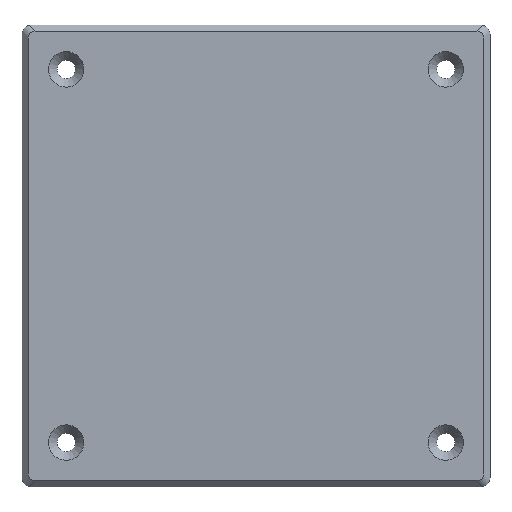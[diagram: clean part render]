
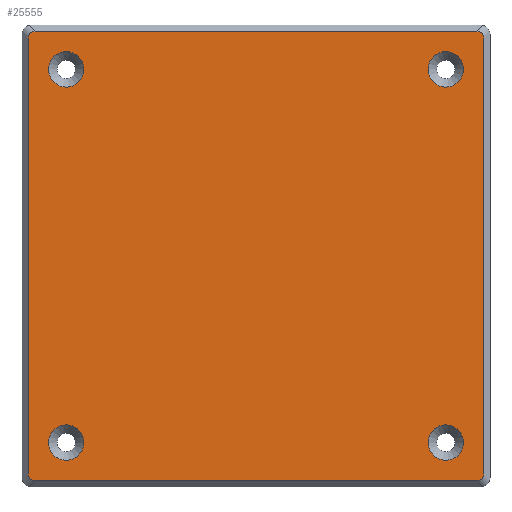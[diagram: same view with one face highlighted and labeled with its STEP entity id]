
A CAD part, top view. The second image highlights one B-rep face of the part: STEP entity #25555.
In plain terms, the highlighted planar face has unit normal (0, 0, 1).
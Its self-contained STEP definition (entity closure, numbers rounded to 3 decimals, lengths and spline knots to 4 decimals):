
#654=FACE_BOUND('',#4196,.T.);
#655=FACE_BOUND('',#4197,.T.);
#656=FACE_BOUND('',#4198,.T.);
#657=FACE_BOUND('',#4199,.T.);
#1813=ELLIPSE('',#27120,0.1624,0.0938);
#1814=ELLIPSE('',#27132,0.1624,0.0938);
#1821=ELLIPSE('',#27143,0.1624,0.0938);
#1822=ELLIPSE('',#27146,0.1624,0.0938);
#1853=PLANE('',#27155);
#2679=FACE_OUTER_BOUND('',#4195,.T.);
#4195=EDGE_LOOP('',(#18950,#18951,#18952,#18953,#18954,#18955,#18956,#18957));
#4196=EDGE_LOOP('',(#18958,#18959));
#4197=EDGE_LOOP('',(#18960,#18961));
#4198=EDGE_LOOP('',(#18962,#18963));
#4199=EDGE_LOOP('',(#18964,#18965));
#6257=LINE('',#36502,#8867);
#6266=LINE('',#36536,#8876);
#6268=LINE('',#36540,#8878);
#6269=LINE('',#36542,#8879);
#8867=VECTOR('',#29100,0.3937);
#8876=VECTOR('',#29137,0.3937);
#8878=VECTOR('',#29143,0.3937);
#8879=VECTOR('',#29146,0.3937);
#10948=CIRCLE('',#27156,0.175);
#10949=CIRCLE('',#27157,0.175);
#10950=CIRCLE('',#27158,0.175);
#10951=CIRCLE('',#27159,0.175);
#10952=CIRCLE('',#27160,0.175);
#10953=CIRCLE('',#27161,0.175);
#10954=CIRCLE('',#27162,0.175);
#10955=CIRCLE('',#27163,0.175);
#12134=VERTEX_POINT('',#36428);
#12135=VERTEX_POINT('',#36430);
#12161=VERTEX_POINT('',#36489);
#12162=VERTEX_POINT('',#36491);
#12168=VERTEX_POINT('',#36512);
#12169=VERTEX_POINT('',#36514);
#12172=VERTEX_POINT('',#36523);
#12173=VERTEX_POINT('',#36525);
#12176=VERTEX_POINT('',#36544);
#12177=VERTEX_POINT('',#36545);
#12178=VERTEX_POINT('',#36548);
#12179=VERTEX_POINT('',#36549);
#12180=VERTEX_POINT('',#36552);
#12181=VERTEX_POINT('',#36553);
#12182=VERTEX_POINT('',#36556);
#12183=VERTEX_POINT('',#36557);
#14804=EDGE_CURVE('',#12134,#12135,#1813,.T.);
#14834=EDGE_CURVE('',#12161,#12162,#1814,.T.);
#14840=EDGE_CURVE('',#12135,#12161,#6257,.T.);
#14846=EDGE_CURVE('',#12168,#12169,#1821,.T.);
#14851=EDGE_CURVE('',#12172,#12173,#1822,.T.);
#14857=EDGE_CURVE('',#12162,#12172,#6266,.T.);
#14859=EDGE_CURVE('',#12173,#12168,#6268,.T.);
#14860=EDGE_CURVE('',#12169,#12134,#6269,.T.);
#14861=EDGE_CURVE('',#12176,#12177,#10948,.T.);
#14862=EDGE_CURVE('',#12177,#12176,#10949,.T.);
#14863=EDGE_CURVE('',#12178,#12179,#10950,.T.);
#14864=EDGE_CURVE('',#12179,#12178,#10951,.T.);
#14865=EDGE_CURVE('',#12180,#12181,#10952,.T.);
#14866=EDGE_CURVE('',#12181,#12180,#10953,.T.);
#14867=EDGE_CURVE('',#12182,#12183,#10954,.T.);
#14868=EDGE_CURVE('',#12183,#12182,#10955,.T.);
#18950=ORIENTED_EDGE('',*,*,#14804,.F.);
#18951=ORIENTED_EDGE('',*,*,#14860,.F.);
#18952=ORIENTED_EDGE('',*,*,#14846,.F.);
#18953=ORIENTED_EDGE('',*,*,#14859,.F.);
#18954=ORIENTED_EDGE('',*,*,#14851,.F.);
#18955=ORIENTED_EDGE('',*,*,#14857,.F.);
#18956=ORIENTED_EDGE('',*,*,#14834,.F.);
#18957=ORIENTED_EDGE('',*,*,#14840,.F.);
#18958=ORIENTED_EDGE('',*,*,#14861,.T.);
#18959=ORIENTED_EDGE('',*,*,#14862,.T.);
#18960=ORIENTED_EDGE('',*,*,#14863,.T.);
#18961=ORIENTED_EDGE('',*,*,#14864,.T.);
#18962=ORIENTED_EDGE('',*,*,#14865,.T.);
#18963=ORIENTED_EDGE('',*,*,#14866,.T.);
#18964=ORIENTED_EDGE('',*,*,#14867,.T.);
#18965=ORIENTED_EDGE('',*,*,#14868,.T.);
#25555=ADVANCED_FACE('',(#2679,#654,#655,#656,#657),#1853,.T.);
#27120=AXIS2_PLACEMENT_3D('',#36431,#29040,#29041);
#27132=AXIS2_PLACEMENT_3D('',#36492,#29086,#29087);
#27143=AXIS2_PLACEMENT_3D('',#36515,#29113,#29114);
#27146=AXIS2_PLACEMENT_3D('',#36526,#29123,#29124);
#27155=AXIS2_PLACEMENT_3D('',#36543,#29147,#29148);
#27156=AXIS2_PLACEMENT_3D('',#36546,#29149,#29150);
#27157=AXIS2_PLACEMENT_3D('',#36547,#29151,#29152);
#27158=AXIS2_PLACEMENT_3D('',#36550,#29153,#29154);
#27159=AXIS2_PLACEMENT_3D('',#36551,#29155,#29156);
#27160=AXIS2_PLACEMENT_3D('',#36554,#29157,#29158);
#27161=AXIS2_PLACEMENT_3D('',#36555,#29159,#29160);
#27162=AXIS2_PLACEMENT_3D('',#36558,#29161,#29162);
#27163=AXIS2_PLACEMENT_3D('',#36559,#29163,#29164);
#29040=DIRECTION('center_axis',(0.,0.,-1.));
#29041=DIRECTION('ref_axis',(0.707,-0.707,0.));
#29086=DIRECTION('center_axis',(0.,0.,-1.));
#29087=DIRECTION('ref_axis',(-0.707,-0.707,0.));
#29100=DIRECTION('',(-1.,0.,0.));
#29113=DIRECTION('center_axis',(0.,0.,-1.));
#29114=DIRECTION('ref_axis',(0.707,0.707,0.));
#29123=DIRECTION('center_axis',(0.,0.,-1.));
#29124=DIRECTION('ref_axis',(-0.707,0.707,0.));
#29137=DIRECTION('',(0.,1.,0.));
#29143=DIRECTION('',(1.,0.,0.));
#29146=DIRECTION('',(0.,-1.,0.));
#29147=DIRECTION('center_axis',(0.,0.,1.));
#29148=DIRECTION('ref_axis',(1.,0.,0.));
#29149=DIRECTION('center_axis',(0.,0.,-1.));
#29150=DIRECTION('ref_axis',(1.,0.,0.));
#29151=DIRECTION('center_axis',(0.,0.,-1.));
#29152=DIRECTION('ref_axis',(1.,0.,0.));
#29153=DIRECTION('center_axis',(0.,0.,-1.));
#29154=DIRECTION('ref_axis',(1.,0.,0.));
#29155=DIRECTION('center_axis',(0.,0.,-1.));
#29156=DIRECTION('ref_axis',(1.,0.,0.));
#29157=DIRECTION('center_axis',(0.,0.,-1.));
#29158=DIRECTION('ref_axis',(1.,0.,0.));
#29159=DIRECTION('center_axis',(0.,0.,-1.));
#29160=DIRECTION('ref_axis',(1.,0.,0.));
#29161=DIRECTION('center_axis',(0.,0.,-1.));
#29162=DIRECTION('ref_axis',(1.,0.,0.));
#29163=DIRECTION('center_axis',(0.,0.,-1.));
#29164=DIRECTION('ref_axis',(1.,0.,0.));
#36428=CARTESIAN_POINT('',(2.2495,-2.152,0.125));
#36430=CARTESIAN_POINT('',(2.1832,-2.2183,0.125));
#36431=CARTESIAN_POINT('Origin',(2.1169,-2.0857,0.125));
#36489=CARTESIAN_POINT('',(-2.1832,-2.2183,0.125));
#36491=CARTESIAN_POINT('',(-2.2495,-2.152,0.125));
#36492=CARTESIAN_POINT('Origin',(-2.1169,-2.0857,0.125));
#36502=CARTESIAN_POINT('',(-1.1563,-2.2183,0.125));
#36512=CARTESIAN_POINT('',(2.1832,2.2183,0.125));
#36514=CARTESIAN_POINT('',(2.2495,2.152,0.125));
#36515=CARTESIAN_POINT('Origin',(2.1169,2.0857,0.125));
#36523=CARTESIAN_POINT('',(-2.2495,2.152,0.125));
#36525=CARTESIAN_POINT('',(-2.1832,2.2183,0.125));
#36526=CARTESIAN_POINT('Origin',(-2.1169,2.0857,0.125));
#36536=CARTESIAN_POINT('',(-2.2495,1.1406,0.125));
#36540=CARTESIAN_POINT('',(1.1563,2.2183,0.125));
#36542=CARTESIAN_POINT('',(2.2495,-1.1406,0.125));
#36543=CARTESIAN_POINT('Origin',(0.,0.,0.125));
#36544=CARTESIAN_POINT('',(-1.7,-1.8438,0.125));
#36545=CARTESIAN_POINT('',(-2.05,-1.8438,0.125));
#36546=CARTESIAN_POINT('Origin',(-1.875,-1.8438,0.125));
#36547=CARTESIAN_POINT('Origin',(-1.875,-1.8438,0.125));
#36548=CARTESIAN_POINT('',(2.05,1.8438,0.125));
#36549=CARTESIAN_POINT('',(1.7,1.8438,0.125));
#36550=CARTESIAN_POINT('Origin',(1.875,1.8438,0.125));
#36551=CARTESIAN_POINT('Origin',(1.875,1.8438,0.125));
#36552=CARTESIAN_POINT('',(-1.7,1.8438,0.125));
#36553=CARTESIAN_POINT('',(-2.05,1.8438,0.125));
#36554=CARTESIAN_POINT('Origin',(-1.875,1.8438,0.125));
#36555=CARTESIAN_POINT('Origin',(-1.875,1.8438,0.125));
#36556=CARTESIAN_POINT('',(2.05,-1.8438,0.125));
#36557=CARTESIAN_POINT('',(1.7,-1.8438,0.125));
#36558=CARTESIAN_POINT('Origin',(1.875,-1.8438,0.125));
#36559=CARTESIAN_POINT('Origin',(1.875,-1.8438,0.125));
